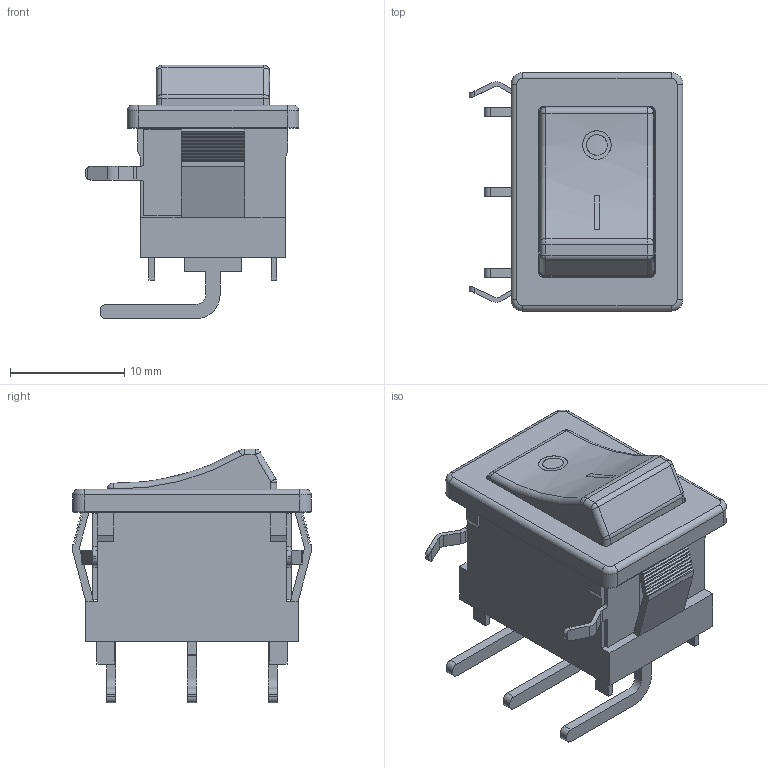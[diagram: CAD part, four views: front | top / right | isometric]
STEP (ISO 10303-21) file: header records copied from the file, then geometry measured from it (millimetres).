
FILE_DESCRIPTION(/* description */ ('Unknown'),/* implementation_level */ '2;1');
FILE_NAME(/* name */ 'D501J12S2APQA',/* time_stamp */ '2024-02-07T15:53:16+02:00',/* author */ ('Unknown'),/* organization */ ('Unknown'),/* preprocessor_version */ 'ST-DEVELOPER v18.102',/* originating_system */ 'Solid Edge',/* authorisation */ 'Unknown');
FILE_SCHEMA (('AUTOMOTIVE_DESIGN {1 0 10303 214 3 1 1}'));
Length unit declared in the file: millimetre
Products named in the file (1): D501J12S2APQA
Bounding box: 18.65 x 20.89 x 22.16 mm (x, y, z)
Volume: 3469.4 mm3; surface area: 2058.1 mm2
Topology: 1 solids, 1 shells, 290 faces, 819 edges, 535 vertices
Faces by surface type: plane 196, cylinder 64, torus 16, bspline 6, sphere 4, cone 4
Full cylindrical faces by diameter (mm): 1.4 x1, 1.5 x1, 1.8 x1, 2.5 x1
Entity records: 12107 total; most frequent: CARTESIAN_POINT 2467, ORIENTED_EDGE 1614, DIRECTION 1538, EDGE_CURVE 807, LINE 630, VECTOR 630, VERTEX_POINT 531, AXIS2_PLACEMENT_3D 454
